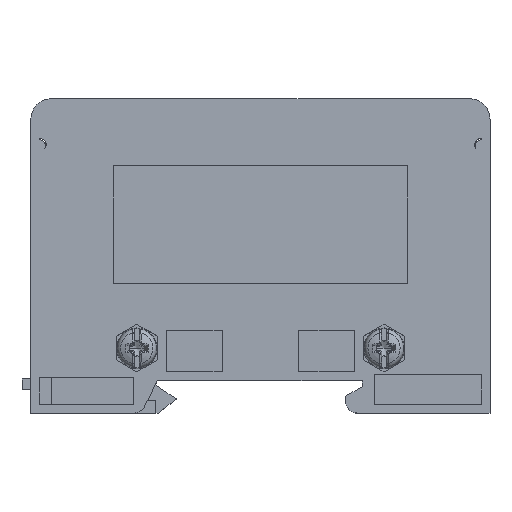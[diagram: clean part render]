
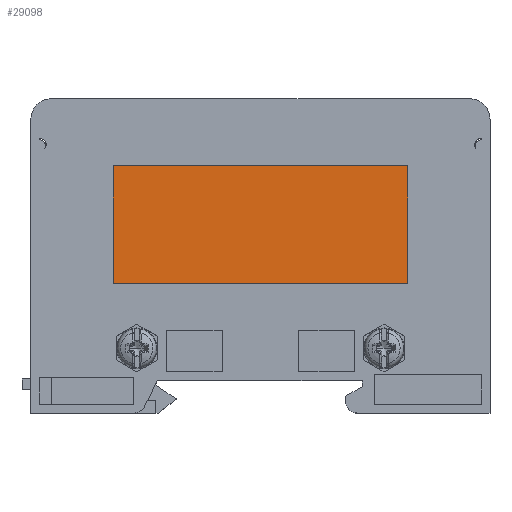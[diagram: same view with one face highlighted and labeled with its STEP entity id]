
A CAD part, top view. The second image highlights one B-rep face of the part: STEP entity #29098.
In plain terms, the highlighted planar face has unit normal (0, 0, 1).
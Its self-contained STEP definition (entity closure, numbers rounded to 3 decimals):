
#11436=DIRECTION('',(0.,-1.,0.));
#11437=VECTOR('',#11436,20.);
#11438=CARTESIAN_POINT('',(-23.,42.,12.45));
#11439=LINE('',#11438,#11437);
#11444=DIRECTION('',(-1.,0.,0.));
#11445=VECTOR('',#11444,50.);
#11446=CARTESIAN_POINT('',(27.,42.,12.45));
#11447=LINE('',#11446,#11445);
#11452=DIRECTION('',(0.,1.,0.));
#11453=VECTOR('',#11452,20.);
#11454=CARTESIAN_POINT('',(27.,22.,12.45));
#11455=LINE('',#11454,#11453);
#11460=DIRECTION('',(1.,0.,0.));
#11461=VECTOR('',#11460,50.);
#11462=CARTESIAN_POINT('',(-23.,22.,12.45));
#11463=LINE('',#11462,#11461);
#13566=CARTESIAN_POINT('',(-23.,42.,12.45));
#13567=VERTEX_POINT('',#13566);
#13568=CARTESIAN_POINT('',(-23.,22.,12.45));
#13569=VERTEX_POINT('',#13568);
#13570=CARTESIAN_POINT('',(27.,42.,12.45));
#13571=VERTEX_POINT('',#13570);
#13572=CARTESIAN_POINT('',(27.,22.,12.45));
#13573=VERTEX_POINT('',#13572);
#29087=CARTESIAN_POINT('',(0.,0.,12.45));
#29088=DIRECTION('',(0.,0.,1.));
#29089=DIRECTION('',(1.,0.,0.));
#29090=AXIS2_PLACEMENT_3D('',#29087,#29088,#29089);
#29091=PLANE('',#29090);
#29092=ORIENTED_EDGE('',*,*,#29039,.F.);
#29093=ORIENTED_EDGE('',*,*,#29054,.F.);
#29094=ORIENTED_EDGE('',*,*,#29068,.F.);
#29095=ORIENTED_EDGE('',*,*,#29081,.F.);
#29096=EDGE_LOOP('',(#29092,#29093,#29094,#29095));
#29097=FACE_OUTER_BOUND('',#29096,.F.);
#29098=ADVANCED_FACE('',(#29097),#29091,.T.);
#29039=EDGE_CURVE('',#13567,#13569,#11439,.T.);
#29054=EDGE_CURVE('',#13571,#13567,#11447,.T.);
#29068=EDGE_CURVE('',#13573,#13571,#11455,.T.);
#29081=EDGE_CURVE('',#13569,#13573,#11463,.T.);
